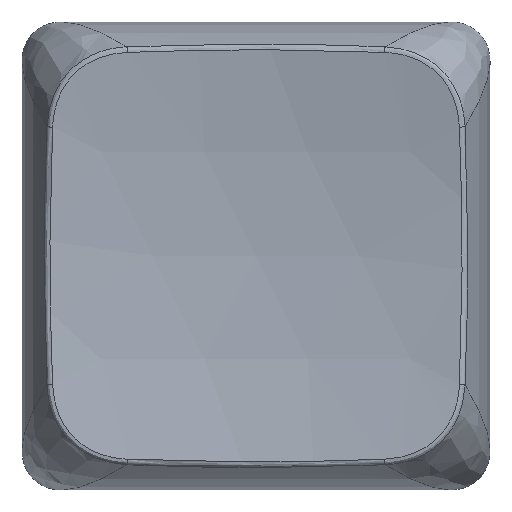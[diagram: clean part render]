
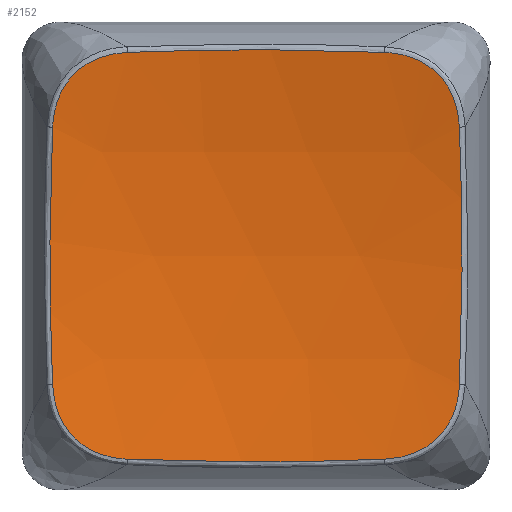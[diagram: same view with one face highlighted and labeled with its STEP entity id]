
A CAD part, top view. The second image highlights one B-rep face of the part: STEP entity #2152.
In plain terms, the highlighted spherical face has radius 50 mm.
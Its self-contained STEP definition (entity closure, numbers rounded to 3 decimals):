
#16=SPHERICAL_SURFACE('',#2294,50.);
#53=ELLIPSE('',#2295,41.877,36.2);
#54=ELLIPSE('',#2296,41.877,36.2);
#106=B_SPLINE_CURVE_WITH_KNOTS('',3,(#4198,#4199,#4200,#4201,#4202,#4203),
 .UNSPECIFIED.,.F.,.F.,(4,1,1,4),(-4.639,-3.314,-1.988,
0.),.UNSPECIFIED.);
#107=B_SPLINE_CURVE_WITH_KNOTS('',3,(#4207,#4208,#4209,#4210,#4211,#4212,
#4213,#4214,#4215,#4216,#4217,#4218,#4219,#4220,#4221,#4222,#4223,#4224,
#4225,#4226,#4227,#4228,#4229,#4230,#4231,#4232,#4233,#4234),
 .UNSPECIFIED.,.F.,.F.,(4,3,3,3,3,3,3,3,3,4),(-4.639,-4.092,
-3.314,-2.826,-2.318,-1.988,
-1.288,-0.727,-0.23,0.),
 .UNSPECIFIED.);
#108=B_SPLINE_CURVE_WITH_KNOTS('',3,(#4236,#4237,#4238,#4239,#4240,#4241,
#4242,#4243,#4244,#4245,#4246,#4247,#4248,#4249,#4250,#4251),
 .UNSPECIFIED.,.F.,.F.,(4,3,3,3,3,4),(-0.99,-0.776,
-0.563,-0.35,-0.136,0.),
 .UNSPECIFIED.);
#109=B_SPLINE_CURVE_WITH_KNOTS('',3,(#4253,#4254,#4255,#4256,#4257,#4258),
 .UNSPECIFIED.,.F.,.F.,(4,1,1,4),(-4.639,-3.314,-1.988,
0.),.UNSPECIFIED.);
#110=B_SPLINE_CURVE_WITH_KNOTS('',3,(#4262,#4263,#4264,#4265,#4266,#4267),
 .UNSPECIFIED.,.F.,.F.,(4,1,1,4),(-4.639,-2.651,-1.325,
0.),.UNSPECIFIED.);
#111=B_SPLINE_CURVE_WITH_KNOTS('',3,(#4268,#4269,#4270,#4271,#4272,#4273,
#4274,#4275,#4276,#4277,#4278,#4279,#4280,#4281,#4282,#4283),
 .UNSPECIFIED.,.F.,.F.,(4,3,3,3,3,4),(-0.99,-0.776,
-0.563,-0.35,-0.136,0.),
 .UNSPECIFIED.);
#160=FACE_OUTER_BOUND('',#290,.T.);
#290=EDGE_LOOP('',(#1589,#1590,#1591,#1592,#1593,#1594,#1595,#1596));
#970=VERTEX_POINT('',#4196);
#971=VERTEX_POINT('',#4197);
#972=VERTEX_POINT('',#4204);
#973=VERTEX_POINT('',#4206);
#974=VERTEX_POINT('',#4235);
#975=VERTEX_POINT('',#4252);
#976=VERTEX_POINT('',#4259);
#977=VERTEX_POINT('',#4261);
#1198=EDGE_CURVE('',#970,#971,#106,.T.);
#1199=EDGE_CURVE('',#971,#972,#53,.T.);
#1200=EDGE_CURVE('',#972,#973,#107,.T.);
#1201=EDGE_CURVE('',#973,#974,#108,.T.);
#1202=EDGE_CURVE('',#974,#975,#109,.T.);
#1203=EDGE_CURVE('',#975,#976,#54,.T.);
#1204=EDGE_CURVE('',#976,#977,#110,.T.);
#1205=EDGE_CURVE('',#977,#970,#111,.T.);
#1589=ORIENTED_EDGE('',*,*,#1198,.T.);
#1590=ORIENTED_EDGE('',*,*,#1199,.T.);
#1591=ORIENTED_EDGE('',*,*,#1200,.T.);
#1592=ORIENTED_EDGE('',*,*,#1201,.T.);
#1593=ORIENTED_EDGE('',*,*,#1202,.T.);
#1594=ORIENTED_EDGE('',*,*,#1203,.T.);
#1595=ORIENTED_EDGE('',*,*,#1204,.T.);
#1596=ORIENTED_EDGE('',*,*,#1205,.T.);
#2152=ADVANCED_FACE('',(#160),#16,.F.);
#2294=AXIS2_PLACEMENT_3D('',#4195,#2523,#2524);
#2295=AXIS2_PLACEMENT_3D('',#4205,#2525,#2526);
#2296=AXIS2_PLACEMENT_3D('',#4260,#2527,#2528);
#2523=DIRECTION('center_axis',(0.,-1.,0.));
#2524=DIRECTION('ref_axis',(1.,0.,0.));
#2525=DIRECTION('center_axis',(0.,0.915,0.403));
#2526=DIRECTION('ref_axis',(1.,0.,0.));
#2527=DIRECTION('center_axis',(0.,-0.915,0.403));
#2528=DIRECTION('ref_axis',(1.,0.,0.));
#4195=CARTESIAN_POINT('Origin',(0.,0.,
56.8));
#4196=CARTESIAN_POINT('',(7.78,4.92,7.655));
#4197=CARTESIAN_POINT('',(4.92,7.78,7.655));
#4198=CARTESIAN_POINT('Ctrl Pts',(7.78,4.92,7.655));
#4199=CARTESIAN_POINT('Ctrl Pts',(7.762,5.347,7.695));
#4200=CARTESIAN_POINT('Ctrl Pts',(7.597,6.203,7.765));
#4201=CARTESIAN_POINT('Ctrl Pts',(6.648,7.436,7.796));
#4202=CARTESIAN_POINT('Ctrl Pts',(5.561,7.753,7.715));
#4203=CARTESIAN_POINT('Ctrl Pts',(4.92,7.78,7.655));
#4204=CARTESIAN_POINT('',(-4.92,7.78,7.655));
#4205=CARTESIAN_POINT('Origin',(0.,-6.722,
40.549));
#4206=CARTESIAN_POINT('',(-7.78,4.92,7.655));
#4207=CARTESIAN_POINT('Ctrl Pts',(-4.92,7.78,7.655));
#4208=CARTESIAN_POINT('Ctrl Pts',(-5.097,7.773,7.671));
#4209=CARTESIAN_POINT('Ctrl Pts',(-5.273,7.754,7.687));
#4210=CARTESIAN_POINT('Ctrl Pts',(-5.447,7.723,7.701));
#4211=CARTESIAN_POINT('Ctrl Pts',(-5.694,7.678,7.722));
#4212=CARTESIAN_POINT('Ctrl Pts',(-5.936,7.607,7.739));
#4213=CARTESIAN_POINT('Ctrl Pts',(-6.165,7.503,7.752));
#4214=CARTESIAN_POINT('Ctrl Pts',(-6.309,7.438,7.76));
#4215=CARTESIAN_POINT('Ctrl Pts',(-6.447,7.36,7.766));
#4216=CARTESIAN_POINT('Ctrl Pts',(-6.578,7.271,7.771));
#4217=CARTESIAN_POINT('Ctrl Pts',(-6.714,7.178,7.775));
#4218=CARTESIAN_POINT('Ctrl Pts',(-6.842,7.073,7.778));
#4219=CARTESIAN_POINT('Ctrl Pts',(-6.958,6.957,7.778));
#4220=CARTESIAN_POINT('Ctrl Pts',(-7.034,6.881,7.778));
#4221=CARTESIAN_POINT('Ctrl Pts',(-7.105,6.802,7.777));
#4222=CARTESIAN_POINT('Ctrl Pts',(-7.17,6.718,7.775));
#4223=CARTESIAN_POINT('Ctrl Pts',(-7.308,6.54,7.771));
#4224=CARTESIAN_POINT('Ctrl Pts',(-7.422,6.344,7.762));
#4225=CARTESIAN_POINT('Ctrl Pts',(-7.512,6.137,7.75));
#4226=CARTESIAN_POINT('Ctrl Pts',(-7.583,5.971,7.74));
#4227=CARTESIAN_POINT('Ctrl Pts',(-7.64,5.797,7.728));
#4228=CARTESIAN_POINT('Ctrl Pts',(-7.683,5.62,7.715));
#4229=CARTESIAN_POINT('Ctrl Pts',(-7.721,5.463,7.702));
#4230=CARTESIAN_POINT('Ctrl Pts',(-7.748,5.303,7.689));
#4231=CARTESIAN_POINT('Ctrl Pts',(-7.764,5.143,7.675));
#4232=CARTESIAN_POINT('Ctrl Pts',(-7.771,5.069,7.668));
#4233=CARTESIAN_POINT('Ctrl Pts',(-7.777,4.994,7.662));
#4234=CARTESIAN_POINT('Ctrl Pts',(-7.78,4.92,7.655));
#4235=CARTESIAN_POINT('',(-7.78,-4.92,7.655));
#4236=CARTESIAN_POINT('Ctrl Pts',(-7.78,4.92,7.655));
#4237=CARTESIAN_POINT('Ctrl Pts',(-7.809,4.215,7.589));
#4238=CARTESIAN_POINT('Ctrl Pts',(-7.832,3.509,7.537));
#4239=CARTESIAN_POINT('Ctrl Pts',(-7.848,2.801,7.499));
#4240=CARTESIAN_POINT('Ctrl Pts',(-7.865,2.095,7.462));
#4241=CARTESIAN_POINT('Ctrl Pts',(-7.875,1.387,7.438));
#4242=CARTESIAN_POINT('Ctrl Pts',(-7.879,0.679,7.429));
#4243=CARTESIAN_POINT('Ctrl Pts',(-7.883,-0.029,
7.42));
#4244=CARTESIAN_POINT('Ctrl Pts',(-7.881,-0.738,
7.425));
#4245=CARTESIAN_POINT('Ctrl Pts',(-7.873,-1.446,7.445));
#4246=CARTESIAN_POINT('Ctrl Pts',(-7.864,-2.154,7.464));
#4247=CARTESIAN_POINT('Ctrl Pts',(-7.849,-2.862,7.498));
#4248=CARTESIAN_POINT('Ctrl Pts',(-7.828,-3.568,7.546));
#4249=CARTESIAN_POINT('Ctrl Pts',(-7.814,-4.019,7.576));
#4250=CARTESIAN_POINT('Ctrl Pts',(-7.798,-4.47,7.613));
#4251=CARTESIAN_POINT('Ctrl Pts',(-7.78,-4.92,7.655));
#4252=CARTESIAN_POINT('',(-4.92,-7.78,7.655));
#4253=CARTESIAN_POINT('Ctrl Pts',(-7.78,-4.92,7.655));
#4254=CARTESIAN_POINT('Ctrl Pts',(-7.762,-5.347,7.695));
#4255=CARTESIAN_POINT('Ctrl Pts',(-7.597,-6.203,7.765));
#4256=CARTESIAN_POINT('Ctrl Pts',(-6.648,-7.436,7.796));
#4257=CARTESIAN_POINT('Ctrl Pts',(-5.561,-7.753,7.715));
#4258=CARTESIAN_POINT('Ctrl Pts',(-4.92,-7.78,7.655));
#4259=CARTESIAN_POINT('',(4.92,-7.78,7.655));
#4260=CARTESIAN_POINT('Origin',(0.,6.722,40.549));
#4261=CARTESIAN_POINT('',(7.78,-4.92,7.655));
#4262=CARTESIAN_POINT('Ctrl Pts',(4.92,-7.78,7.655));
#4263=CARTESIAN_POINT('Ctrl Pts',(5.561,-7.753,7.715));
#4264=CARTESIAN_POINT('Ctrl Pts',(6.648,-7.436,7.796));
#4265=CARTESIAN_POINT('Ctrl Pts',(7.597,-6.203,7.765));
#4266=CARTESIAN_POINT('Ctrl Pts',(7.762,-5.347,7.695));
#4267=CARTESIAN_POINT('Ctrl Pts',(7.78,-4.92,7.655));
#4268=CARTESIAN_POINT('Ctrl Pts',(7.78,-4.92,7.655));
#4269=CARTESIAN_POINT('Ctrl Pts',(7.809,-4.215,7.589));
#4270=CARTESIAN_POINT('Ctrl Pts',(7.832,-3.509,7.537));
#4271=CARTESIAN_POINT('Ctrl Pts',(7.848,-2.801,7.499));
#4272=CARTESIAN_POINT('Ctrl Pts',(7.865,-2.095,7.462));
#4273=CARTESIAN_POINT('Ctrl Pts',(7.875,-1.387,7.438));
#4274=CARTESIAN_POINT('Ctrl Pts',(7.879,-0.679,7.429));
#4275=CARTESIAN_POINT('Ctrl Pts',(7.883,0.029,7.42));
#4276=CARTESIAN_POINT('Ctrl Pts',(7.881,0.738,7.425));
#4277=CARTESIAN_POINT('Ctrl Pts',(7.873,1.446,7.445));
#4278=CARTESIAN_POINT('Ctrl Pts',(7.864,2.154,7.464));
#4279=CARTESIAN_POINT('Ctrl Pts',(7.849,2.862,7.498));
#4280=CARTESIAN_POINT('Ctrl Pts',(7.828,3.568,7.546));
#4281=CARTESIAN_POINT('Ctrl Pts',(7.814,4.019,7.576));
#4282=CARTESIAN_POINT('Ctrl Pts',(7.798,4.47,7.613));
#4283=CARTESIAN_POINT('Ctrl Pts',(7.78,4.92,7.655));
